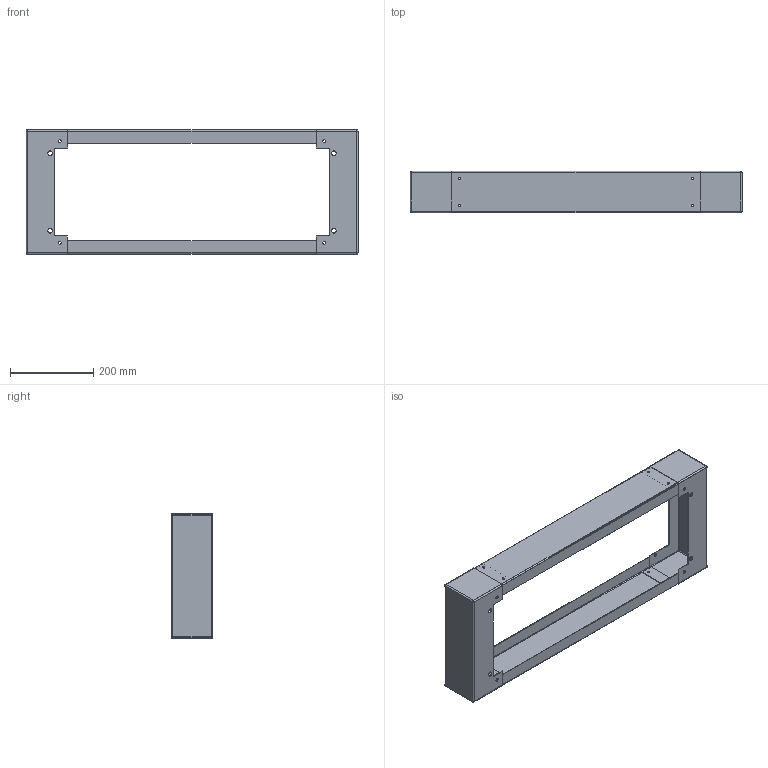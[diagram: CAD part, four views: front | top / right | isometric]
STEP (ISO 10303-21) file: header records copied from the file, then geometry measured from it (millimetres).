
FILE_DESCRIPTION(('STEP AP214'),'1');
FILE_NAME('cctmp_FBCE1B63-7D79-4778-885A-7AEBBCADA250_2023_07_22_15_48_46_0019..stp','2023-07-22T13:48:46',('SIEMENS A&D'),('CADClick - www.CADClick.com'),'Spatial InterOp 3D postprocessed',' ','unknown authorization');
FILE_SCHEMA(('AUTOMOTIVE_DESIGN'));
Length unit declared in the file: millimetre
Products named in the file (9): cc_unnamed; 2023_07_22_15_48_46_0001; 2023_07_22_15_48_45_0997; 2023_07_22_15_48_45_0993; 2023_07_22_15_48_45_0989; 2023_07_22_15_48_45_0984; 2023_07_22_15_48_45_0980; 2023_07_22_15_48_45_0976; 2023_07_22_15_48_45_0972
Assembly tree (8 placements, depth 2):
  cc_unnamed
    2023_07_22_15_48_46_0001
    2023_07_22_15_48_45_0997
    2023_07_22_15_48_45_0993
    2023_07_22_15_48_45_0989
    2023_07_22_15_48_45_0984
    2023_07_22_15_48_45_0980
    2023_07_22_15_48_45_0976
    2023_07_22_15_48_45_0972
Bounding box: 800 x 100 x 300 mm (x, y, z)
Volume: 642799.5 mm3; surface area: 749283.8 mm2
Topology: 8 solids, 8 shells, 192 faces, 496 edges, 304 vertices
Faces by surface type: cylinder 96, plane 80, sphere 16
Entity records: 6639 total; most frequent: DIRECTION 1074, CARTESIAN_POINT 985, ORIENTED_EDGE 960, EDGE_CURVE 480, AXIS2_PLACEMENT_3D 393, VERTEX_POINT 304, LINE 288, VECTOR 288
